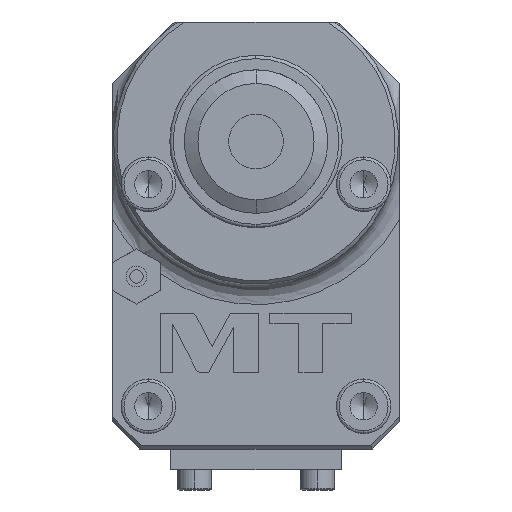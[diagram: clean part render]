
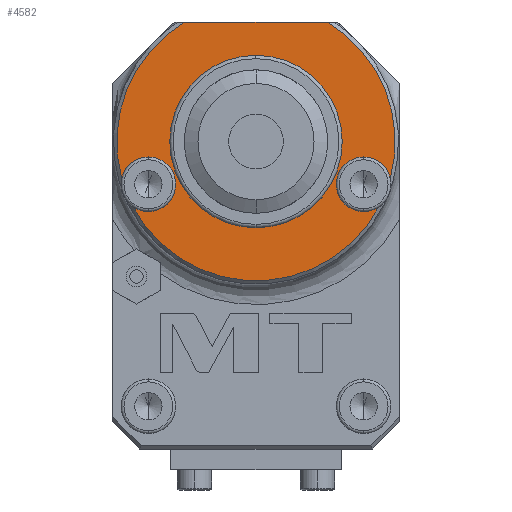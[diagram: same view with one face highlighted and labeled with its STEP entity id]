
A CAD part, left-side view. The second image highlights one B-rep face of the part: STEP entity #4582.
In plain terms, the highlighted planar face has unit normal (-1, 0, 0).
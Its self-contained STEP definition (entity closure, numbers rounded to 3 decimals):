
#1061=CARTESIAN_POINT('',(-74.5,0.,45.));
#1062=DIRECTION('',(-1.,0.,0.));
#1063=DIRECTION('',(0.,-0.965,-0.264));
#1064=AXIS2_PLACEMENT_3D('',#1061,#1062,#1063);
#1081=CARTESIAN_POINT('',(-74.5,0.,45.));
#1082=DIRECTION('',(-1.,0.,0.));
#1083=DIRECTION('',(0.,0.512,0.859));
#1084=AXIS2_PLACEMENT_3D('',#1081,#1082,#1083);
#1091=CARTESIAN_POINT('',(-74.5,0.,45.));
#1092=DIRECTION('',(-1.,0.,0.));
#1093=DIRECTION('',(0.,0.883,-0.469));
#1094=AXIS2_PLACEMENT_3D('',#1091,#1092,#1093);
#1101=CARTESIAN_POINT('',(-74.5,-31.5,32.5));
#1102=DIRECTION('',(1.,0.,0.));
#1103=DIRECTION('',(0.,0.,1.));
#1104=AXIS2_PLACEMENT_3D('',#1101,#1102,#1103);
#1106=CARTESIAN_POINT('',(-74.5,-31.5,32.5));
#1107=DIRECTION('',(1.,0.,0.));
#1108=DIRECTION('',(0.,0.,-1.));
#1109=AXIS2_PLACEMENT_3D('',#1106,#1107,#1108);
#1111=CARTESIAN_POINT('',(-74.5,-31.5,32.5));
#1112=DIRECTION('',(1.,0.,0.));
#1113=DIRECTION('',(0.,-0.56,-0.828));
#1114=AXIS2_PLACEMENT_3D('',#1111,#1112,#1113);
#1116=CARTESIAN_POINT('',(-74.5,31.5,32.5));
#1117=DIRECTION('',(1.,0.,0.));
#1118=DIRECTION('',(0.,0.,-1.));
#1119=AXIS2_PLACEMENT_3D('',#1116,#1117,#1118);
#1121=CARTESIAN_POINT('',(-74.5,31.5,32.5));
#1122=DIRECTION('',(1.,0.,0.));
#1123=DIRECTION('',(0.,0.,1.));
#1124=AXIS2_PLACEMENT_3D('',#1121,#1122,#1123);
#1126=CARTESIAN_POINT('',(-74.5,31.5,32.5));
#1127=DIRECTION('',(1.,0.,0.));
#1128=DIRECTION('',(0.,0.976,0.219));
#1129=AXIS2_PLACEMENT_3D('',#1126,#1127,#1128);
#1131=DIRECTION('',(0.,-1.,0.));
#1132=VECTOR('',#1131,41.74);
#1133=CARTESIAN_POINT('',(-74.5,20.87,80.));
#1134=LINE('',#1133,#1132);
#1135=CARTESIAN_POINT('',(-74.5,0.,45.));
#1136=DIRECTION('',(-1.,0.,0.));
#1137=DIRECTION('',(0.,0.,1.));
#1138=AXIS2_PLACEMENT_3D('',#1135,#1136,#1137);
#1140=CARTESIAN_POINT('',(-74.5,0.,45.));
#1141=DIRECTION('',(-1.,0.,0.));
#1142=DIRECTION('',(0.,0.,-1.));
#1143=AXIS2_PLACEMENT_3D('',#1140,#1141,#1142);
#2978=CARTESIAN_POINT('',(-74.5,20.87,80.));
#2979=CARTESIAN_POINT('',(-74.5,-20.87,80.));
#2980=VERTEX_POINT('',#2978);
#2981=VERTEX_POINT('',#2979);
#3136=CARTESIAN_POINT('',(-74.5,31.5,40.5));
#3137=CARTESIAN_POINT('',(-74.5,31.5,24.5));
#3138=VERTEX_POINT('',#3136);
#3139=VERTEX_POINT('',#3137);
#3140=CARTESIAN_POINT('',(-74.5,35.983,25.874));
#3141=VERTEX_POINT('',#3140);
#3142=CARTESIAN_POINT('',(-74.5,39.306,34.25));
#3143=VERTEX_POINT('',#3142);
#3170=CARTESIAN_POINT('',(-74.5,-31.5,40.5));
#3171=CARTESIAN_POINT('',(-74.5,-39.306,34.25));
#3172=VERTEX_POINT('',#3170);
#3173=VERTEX_POINT('',#3171);
#3174=CARTESIAN_POINT('',(-74.5,-35.983,25.874));
#3175=CARTESIAN_POINT('',(-74.5,-31.5,24.5));
#3176=VERTEX_POINT('',#3174);
#3177=VERTEX_POINT('',#3175);
#3206=CARTESIAN_POINT('',(-74.5,0.,70.25));
#3207=CARTESIAN_POINT('',(-74.5,0.,19.75));
#3208=VERTEX_POINT('',#3206);
#3209=VERTEX_POINT('',#3207);
#4555=CARTESIAN_POINT('',(-74.5,0.,0.));
#4556=DIRECTION('',(1.,0.,0.));
#4557=DIRECTION('',(0.,1.,0.));
#4558=AXIS2_PLACEMENT_3D('',#4555,#4556,#4557);
#4559=PLANE('',#4558);
#4560=ORIENTED_EDGE('',*,*,#4541,.F.);
#4562=ORIENTED_EDGE('',*,*,#4561,.F.);
#4563=ORIENTED_EDGE('',*,*,#4544,.F.);
#4564=ORIENTED_EDGE('',*,*,#4520,.F.);
#4566=ORIENTED_EDGE('',*,*,#4565,.F.);
#4568=ORIENTED_EDGE('',*,*,#4567,.F.);
#4570=ORIENTED_EDGE('',*,*,#4569,.F.);
#4571=ORIENTED_EDGE('',*,*,#4516,.F.);
#4572=ORIENTED_EDGE('',*,*,#4299,.T.);
#4573=ORIENTED_EDGE('',*,*,#4505,.F.);
#4574=EDGE_LOOP('',(#4560,#4562,#4563,#4564,#4566,#4568,#4570,#4571,#4572,
#4573));
#4575=FACE_OUTER_BOUND('',#4574,.F.);
#4577=ORIENTED_EDGE('',*,*,#4576,.T.);
#4579=ORIENTED_EDGE('',*,*,#4578,.T.);
#4580=EDGE_LOOP('',(#4577,#4579));
#4581=FACE_BOUND('',#4580,.F.);
#4582=ADVANCED_FACE('',(#4575,#4581),#4559,.F.);
#1065=CIRCLE('',#1064,40.75);
#1085=CIRCLE('',#1084,40.75);
#1095=CIRCLE('',#1094,40.75);
#1105=CIRCLE('',#1104,8.);
#1110=CIRCLE('',#1109,8.);
#1115=CIRCLE('',#1114,8.);
#1120=CIRCLE('',#1119,8.);
#1125=CIRCLE('',#1124,8.);
#1130=CIRCLE('',#1129,8.);
#1139=CIRCLE('',#1138,25.25);
#1144=CIRCLE('',#1143,25.25);
#4299=EDGE_CURVE('',#2980,#2981,#1134,.T.);
#4505=EDGE_CURVE('',#3173,#2981,#1065,.T.);
#4516=EDGE_CURVE('',#2980,#3143,#1085,.T.);
#4520=EDGE_CURVE('',#3141,#3176,#1095,.T.);
#4541=EDGE_CURVE('',#3172,#3173,#1105,.T.);
#4544=EDGE_CURVE('',#3176,#3177,#1115,.T.);
#4561=EDGE_CURVE('',#3177,#3172,#1110,.T.);
#4565=EDGE_CURVE('',#3139,#3141,#1120,.T.);
#4567=EDGE_CURVE('',#3138,#3139,#1125,.T.);
#4569=EDGE_CURVE('',#3143,#3138,#1130,.T.);
#4576=EDGE_CURVE('',#3208,#3209,#1139,.T.);
#4578=EDGE_CURVE('',#3209,#3208,#1144,.T.);
